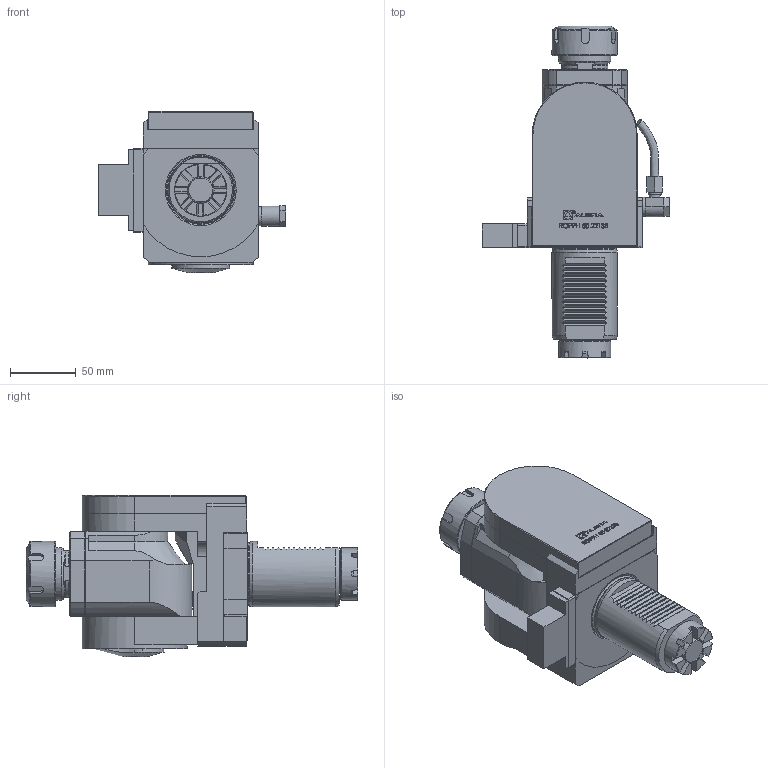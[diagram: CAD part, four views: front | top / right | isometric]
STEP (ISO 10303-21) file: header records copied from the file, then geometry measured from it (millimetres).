
FILE_DESCRIPTION (( 'STEP AP214' ), '1' );
FILE_NAME ('ROPPH50221SB.STEP', '2025-07-30T14:30:47', ( '' ), ( '' ), 'SwSTEP 2.0', 'SolidWorks 2023', '' );
FILE_SCHEMA (( 'AUTOMOTIVE_DESIGN' ));
Length unit declared in the file: millimetre
Products named in the file (1): ROPPH50221SB
Bounding box: 142.7 x 253.16 x 123 mm (x, y, z)
Volume: 1276532.4 mm3; surface area: 113349.2 mm2
Topology: 1 solids, 1 shells, 676 faces, 1817 edges, 1185 vertices
Faces by surface type: plane 416, cylinder 121, bspline 85, cone 40, torus 14
Full cylindrical faces by diameter (mm): 1.7 x1, 2.1 x1, 6.366 x1, 8.2 x1, 9.8 x1, 14.5 x1, 20.3 x1, 28 x1, 40 x2, 48.7 x1, 50 x2, 80 x1
Entity records: 29608 total; most frequent: CARTESIAN_POINT 10762, ORIENTED_EDGE 3548, DIRECTION 2807, EDGE_CURVE 1774, VERTEX_POINT 1170, LINE 1063, VECTOR 1063, AXIS2_PLACEMENT_3D 872
